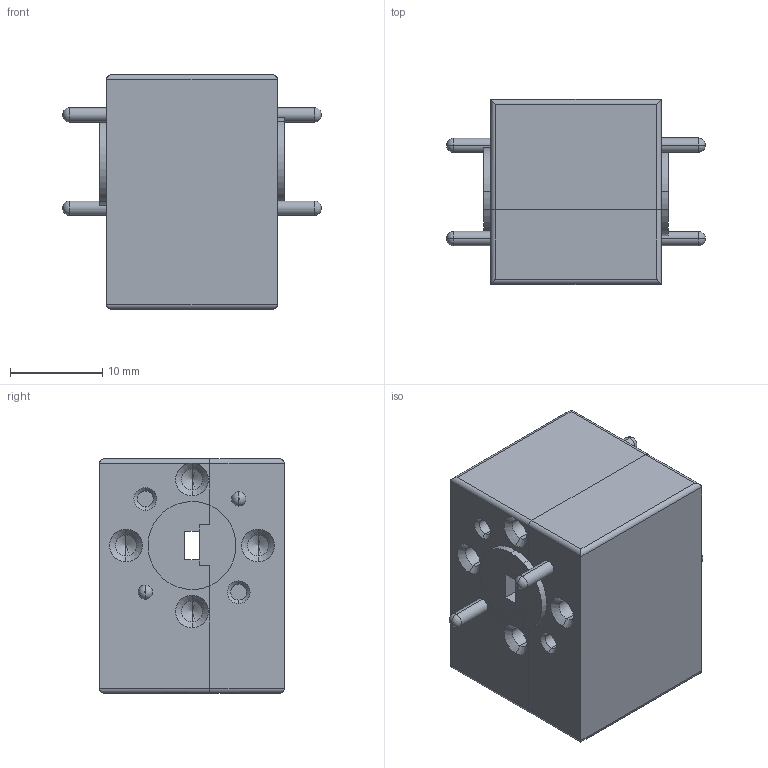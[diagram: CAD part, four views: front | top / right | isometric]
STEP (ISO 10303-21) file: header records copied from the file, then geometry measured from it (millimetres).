
FILE_DESCRIPTION (( 'STEP AP214' ), '1' );
FILE_NAME ('FM-W12IR001_3D.step', '2023-03-08T20:49:53', ( '' ), ( '' ), 'SwSTEP 2.0', 'SolidWorks 2022', '' );
FILE_SCHEMA (( 'AUTOMOTIVE_DESIGN' ));
Length unit declared in the file: inch
Products named in the file (1): FM-W12IR001_3D
Bounding box: 28 x 20 x 25.4 mm (x, y, z)
Volume: 9163 mm3; surface area: 3741 mm2
Topology: 1 solids, 1 shells, 333 faces, 838 edges, 522 vertices
Faces by surface type: plane 177, cylinder 90, cone 40, torus 26
Entity records: 10168 total; most frequent: CARTESIAN_POINT 2038, ORIENTED_EDGE 1644, DIRECTION 1642, EDGE_CURVE 822, AXIS2_PLACEMENT_3D 606, VERTEX_POINT 522, LINE 430, VECTOR 430
